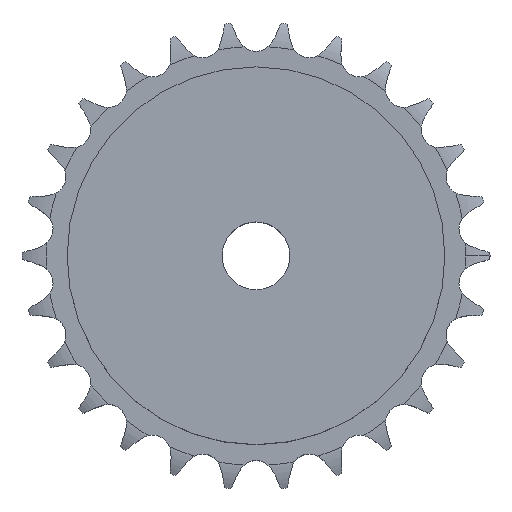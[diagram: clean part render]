
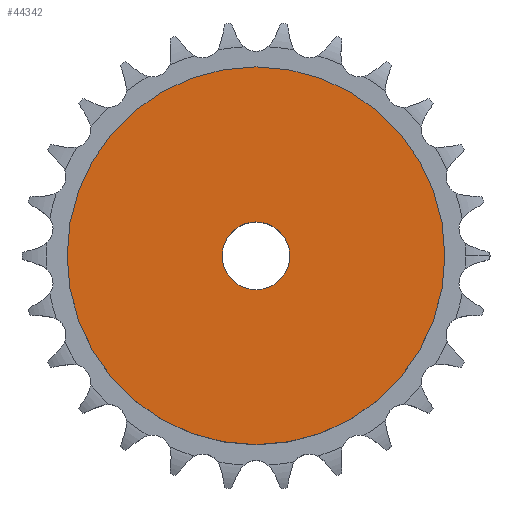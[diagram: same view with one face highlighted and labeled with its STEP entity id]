
A CAD part, top view. The second image highlights one B-rep face of the part: STEP entity #44342.
In plain terms, the highlighted planar face has unit normal (0, 0, 1).
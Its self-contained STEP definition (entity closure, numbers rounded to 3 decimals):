
#23592 = CYLINDRICAL_SURFACE('',#23593,6.);
#23593 = AXIS2_PLACEMENT_3D('',#23594,#23595,#23596);
#23594 = CARTESIAN_POINT('',(0.,0.,130.067));
#23595 = DIRECTION('',(0.,0.,1.));
#23596 = DIRECTION('',(1.,0.,0.));
#30364 = EDGE_CURVE('',#30365,#30365,#30367,.T.);
#30365 = VERTEX_POINT('',#30366);
#30366 = CARTESIAN_POINT('',(6.,0.,30.));
#30367 = SURFACE_CURVE('',#30368,(#30373,#30380),.PCURVE_S1.);
#30368 = CIRCLE('',#30369,6.);
#30369 = AXIS2_PLACEMENT_3D('',#30370,#30371,#30372);
#30370 = CARTESIAN_POINT('',(0.,0.,30.));
#30371 = DIRECTION('',(0.,0.,1.));
#30372 = DIRECTION('',(1.,0.,0.));
#30373 = PCURVE('',#23592,#30374);
#30374 = DEFINITIONAL_REPRESENTATION('',(#30375),#30379);
#30375 = LINE('',#30376,#30377);
#30376 = CARTESIAN_POINT('',(0.,-100.067));
#30377 = VECTOR('',#30378,1.);
#30378 = DIRECTION('',(1.,0.));
#30379 = ( GEOMETRIC_REPRESENTATION_CONTEXT(2) 
PARAMETRIC_REPRESENTATION_CONTEXT() REPRESENTATION_CONTEXT('2D SPACE',''
  ) );
#30380 = PCURVE('',#30381,#30386);
#30381 = PLANE('',#30382);
#30382 = AXIS2_PLACEMENT_3D('',#30383,#30384,#30385);
#30383 = CARTESIAN_POINT('',(0.,0.,30.)
  );
#30384 = DIRECTION('',(0.,0.,1.));
#30385 = DIRECTION('',(1.,0.,0.));
#30386 = DEFINITIONAL_REPRESENTATION('',(#30387),#30391);
#30387 = CIRCLE('',#30388,6.);
#30388 = AXIS2_PLACEMENT_2D('',#30389,#30390);
#30389 = CARTESIAN_POINT('',(0.,0.));
#30390 = DIRECTION('',(1.,0.));
#30391 = ( GEOMETRIC_REPRESENTATION_CONTEXT(2) 
PARAMETRIC_REPRESENTATION_CONTEXT() REPRESENTATION_CONTEXT('2D SPACE',''
  ) );
#44342 = ADVANCED_FACE('',(#44343,#44374),#30381,.T.);
#44343 = FACE_BOUND('',#44344,.T.);
#44344 = EDGE_LOOP('',(#44345));
#44345 = ORIENTED_EDGE('',*,*,#44346,.T.);
#44346 = EDGE_CURVE('',#44347,#44347,#44349,.T.);
#44347 = VERTEX_POINT('',#44348);
#44348 = CARTESIAN_POINT('',(33.5,0.,30.));
#44349 = SURFACE_CURVE('',#44350,(#44355,#44362),.PCURVE_S1.);
#44350 = CIRCLE('',#44351,33.5);
#44351 = AXIS2_PLACEMENT_3D('',#44352,#44353,#44354);
#44352 = CARTESIAN_POINT('',(0.,0.,30.));
#44353 = DIRECTION('',(0.,0.,1.));
#44354 = DIRECTION('',(1.,0.,0.));
#44355 = PCURVE('',#30381,#44356);
#44356 = DEFINITIONAL_REPRESENTATION('',(#44357),#44361);
#44357 = CIRCLE('',#44358,33.5);
#44358 = AXIS2_PLACEMENT_2D('',#44359,#44360);
#44359 = CARTESIAN_POINT('',(0.,0.));
#44360 = DIRECTION('',(1.,0.));
#44361 = ( GEOMETRIC_REPRESENTATION_CONTEXT(2) 
PARAMETRIC_REPRESENTATION_CONTEXT() REPRESENTATION_CONTEXT('2D SPACE',''
  ) );
#44362 = PCURVE('',#44363,#44368);
#44363 = CYLINDRICAL_SURFACE('',#44364,33.5);
#44364 = AXIS2_PLACEMENT_3D('',#44365,#44366,#44367);
#44365 = CARTESIAN_POINT('',(0.,0.,0.));
#44366 = DIRECTION('',(-0.,-0.,-1.));
#44367 = DIRECTION('',(1.,0.,0.));
#44368 = DEFINITIONAL_REPRESENTATION('',(#44369),#44373);
#44369 = LINE('',#44370,#44371);
#44370 = CARTESIAN_POINT('',(-0.,-30.));
#44371 = VECTOR('',#44372,1.);
#44372 = DIRECTION('',(-1.,0.));
#44373 = ( GEOMETRIC_REPRESENTATION_CONTEXT(2) 
PARAMETRIC_REPRESENTATION_CONTEXT() REPRESENTATION_CONTEXT('2D SPACE',''
  ) );
#44374 = FACE_BOUND('',#44375,.T.);
#44375 = EDGE_LOOP('',(#44376));
#44376 = ORIENTED_EDGE('',*,*,#30364,.F.);
